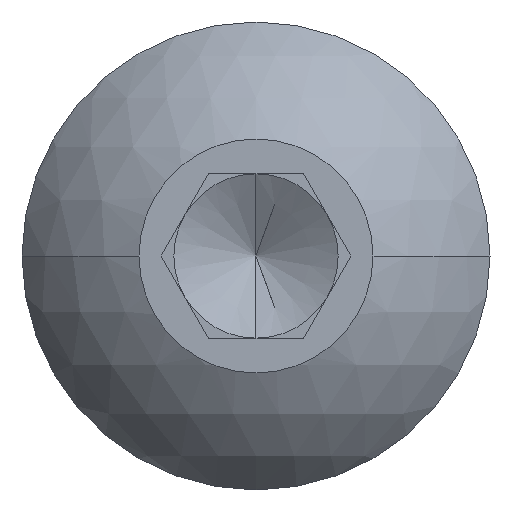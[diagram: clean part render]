
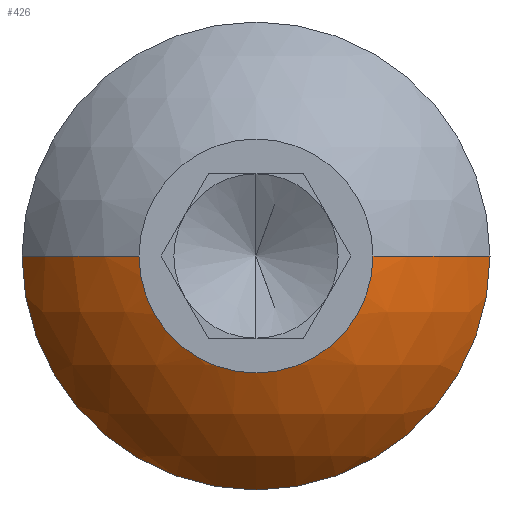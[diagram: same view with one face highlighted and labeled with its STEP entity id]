
A CAD part, left-side view. The second image highlights one B-rep face of the part: STEP entity #426.
In plain terms, the highlighted spherical face has radius 3.351 mm.
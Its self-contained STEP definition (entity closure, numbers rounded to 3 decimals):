
#8 = EDGE_CURVE ( 'NONE', #1730, #2123, #1815, .T. ) ;
#87 = DIRECTION ( 'NONE',  ( 0., 0., -1. ) ) ;
#90 = VERTEX_POINT ( 'NONE', #607 ) ;
#114 = CIRCLE ( 'NONE', #2289, 2.85 ) ;
#137 = AXIS2_PLACEMENT_3D ( 'NONE', #710, #1427, #2144 ) ;
#215 = EDGE_LOOP ( 'NONE', ( #1826, #294, #502, #711, #1647 ) ) ;
#273 = CARTESIAN_POINT ( 'NONE',  ( 1.27, 0., -2.85 ) ) ;
#294 = ORIENTED_EDGE ( 'NONE', *, *, #657, .T. ) ;
#422 = DIRECTION ( 'NONE',  ( 0., 0., 1. ) ) ;
#426 = ADVANCED_FACE ( 'NONE', ( #979 ), #1822, .T. ) ;
#481 = CARTESIAN_POINT ( 'NONE',  ( 1.27, 2.85, 0. ) ) ;
#492 = DIRECTION ( 'NONE',  ( -1., 0., 0. ) ) ;
#500 = AXIS2_PLACEMENT_3D ( 'NONE', #2073, #1869, #984 ) ;
#501 = DIRECTION ( 'NONE',  ( 0., 0., 1. ) ) ;
#502 = ORIENTED_EDGE ( 'NONE', *, *, #8, .T. ) ;
#539 = AXIS2_PLACEMENT_3D ( 'NONE', #969, #1324, #2002 ) ;
#607 = CARTESIAN_POINT ( 'NONE',  ( 0., 1.425, 0. ) ) ;
#651 = VERTEX_POINT ( 'NONE', #481 ) ;
#657 = EDGE_CURVE ( 'NONE', #1914, #1730, #2157, .T. ) ;
#667 = CARTESIAN_POINT ( 'NONE',  ( 1.27, 0., 0. ) ) ;
#710 = CARTESIAN_POINT ( 'NONE',  ( 3.033, 0., 0. ) ) ;
#711 = ORIENTED_EDGE ( 'NONE', *, *, #922, .F. ) ;
#789 = CARTESIAN_POINT ( 'NONE',  ( 1.27, 0., 0. ) ) ;
#801 = DIRECTION ( 'NONE',  ( 0., 1., 0. ) ) ;
#896 = EDGE_CURVE ( 'NONE', #651, #90, #2201, .T. ) ;
#922 = EDGE_CURVE ( 'NONE', #90, #2123, #1107, .T. ) ;
#969 = CARTESIAN_POINT ( 'NONE',  ( 0., 0., 0. ) ) ;
#979 = FACE_OUTER_BOUND ( 'NONE', #215, .T. ) ;
#984 = DIRECTION ( 'NONE',  ( 0., 1., 0. ) ) ;
#1089 = CARTESIAN_POINT ( 'NONE',  ( 0., -1.425, 0. ) ) ;
#1107 = CIRCLE ( 'NONE', #539, 1.425 ) ;
#1248 = CARTESIAN_POINT ( 'NONE',  ( 1.27, -2.85, 0. ) ) ;
#1324 = DIRECTION ( 'NONE',  ( -1., 0., 0. ) ) ;
#1345 = DIRECTION ( 'NONE',  ( -1., 0., 0. ) ) ;
#1427 = DIRECTION ( 'NONE',  ( 0., 0., 1. ) ) ;
#1490 = EDGE_CURVE ( 'NONE', #651, #1914, #114, .T. ) ;
#1647 = ORIENTED_EDGE ( 'NONE', *, *, #896, .F. ) ;
#1668 = AXIS2_PLACEMENT_3D ( 'NONE', #1696, #87, #801 ) ;
#1696 = CARTESIAN_POINT ( 'NONE',  ( 3.033, 0., 0. ) ) ;
#1730 = VERTEX_POINT ( 'NONE', #1248 ) ;
#1815 = CIRCLE ( 'NONE', #500, 3.351 ) ;
#1822 = SPHERICAL_SURFACE ( 'NONE', #1668, 3.351 ) ;
#1826 = ORIENTED_EDGE ( 'NONE', *, *, #1490, .T. ) ;
#1861 = AXIS2_PLACEMENT_3D ( 'NONE', #667, #492, #501 ) ;
#1869 = DIRECTION ( 'NONE',  ( 0., 0., -1. ) ) ;
#1914 = VERTEX_POINT ( 'NONE', #273 ) ;
#2002 = DIRECTION ( 'NONE',  ( 0., 0., 1. ) ) ;
#2073 = CARTESIAN_POINT ( 'NONE',  ( 3.033, 0., 0. ) ) ;
#2123 = VERTEX_POINT ( 'NONE', #1089 ) ;
#2144 = DIRECTION ( 'NONE',  ( 1., 0., 0. ) ) ;
#2157 = CIRCLE ( 'NONE', #1861, 2.85 ) ;
#2201 = CIRCLE ( 'NONE', #137, 3.351 ) ;
#2289 = AXIS2_PLACEMENT_3D ( 'NONE', #789, #1345, #422 ) ;
